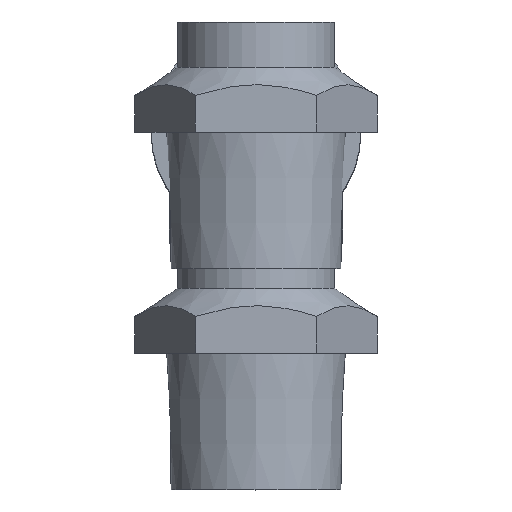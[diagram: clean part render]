
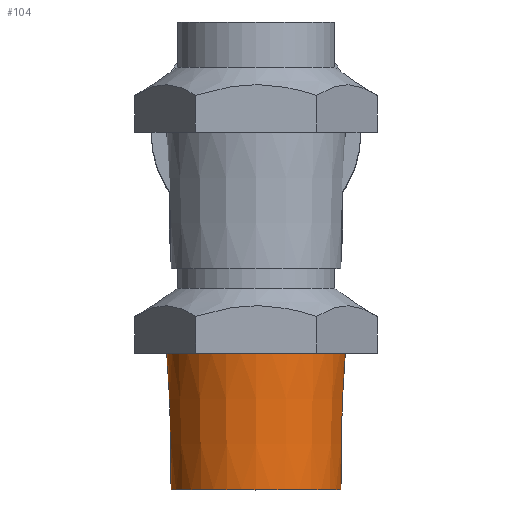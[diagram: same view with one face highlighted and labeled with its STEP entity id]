
A CAD part, top view. The second image highlights one B-rep face of the part: STEP entity #104.
In plain terms, the highlighted conical face has half-angle 1.79 degrees and reference radius 8.572 mm.
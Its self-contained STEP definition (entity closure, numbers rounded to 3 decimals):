
#104 = ADVANCED_FACE( '', ( #219, #220 ), #221, .T. );
#219 = FACE_BOUND( '', #337, .T. );
#220 = FACE_OUTER_BOUND( '', #338, .T. );
#221 = CONICAL_SURFACE( '', #339, 8.573, 0.031 );
#337 = EDGE_LOOP( '', ( #508 ) );
#338 = EDGE_LOOP( '', ( #509 ) );
#339 = AXIS2_PLACEMENT_3D( '', #510, #511, #512 );
#508 = ORIENTED_EDGE( '', *, *, #615, .F. );
#509 = ORIENTED_EDGE( '', *, *, #616, .T. );
#510 = CARTESIAN_POINT( '', ( 0., 2.255, 0. ) );
#511 = DIRECTION( '', ( 0., 1., 0. ) );
#512 = DIRECTION( '', ( 0., 0., 1. ) );
#615 = EDGE_CURVE( '', #710, #710, #711, .T. );
#616 = EDGE_CURVE( '', #712, #712, #713, .F. );
#710 = VERTEX_POINT( '', #985 );
#711 = CIRCLE( '', #986, 8.096 );
#712 = VERTEX_POINT( '', #987 );
#713 = CIRCLE( '', #988, 8.502 );
#985 = CARTESIAN_POINT( '', ( 0., -13., -8.096 ) );
#986 = AXIS2_PLACEMENT_3D( '', #1057, #1058, #1059 );
#987 = CARTESIAN_POINT( '', ( 0., 0., 8.502 ) );
#988 = AXIS2_PLACEMENT_3D( '', #1060, #1061, #1062 );
#1057 = CARTESIAN_POINT( '', ( 0., -13., 0. ) );
#1058 = DIRECTION( '', ( 0., -1., 0. ) );
#1059 = DIRECTION( '', ( 0., 0., -1. ) );
#1060 = CARTESIAN_POINT( '', ( 0., 0., 0. ) );
#1061 = DIRECTION( '', ( 0., 1., 0. ) );
#1062 = DIRECTION( '', ( 0., 0., 1. ) );
